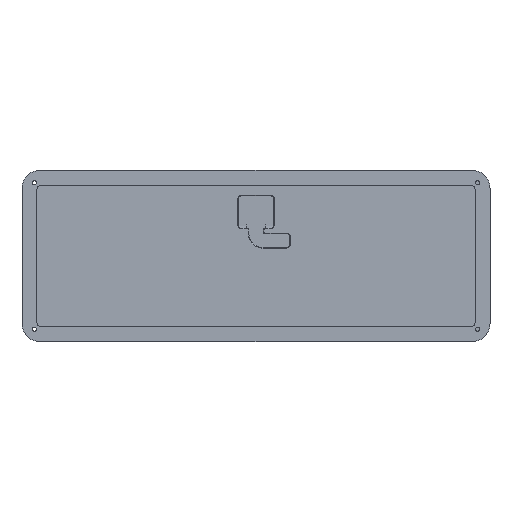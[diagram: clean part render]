
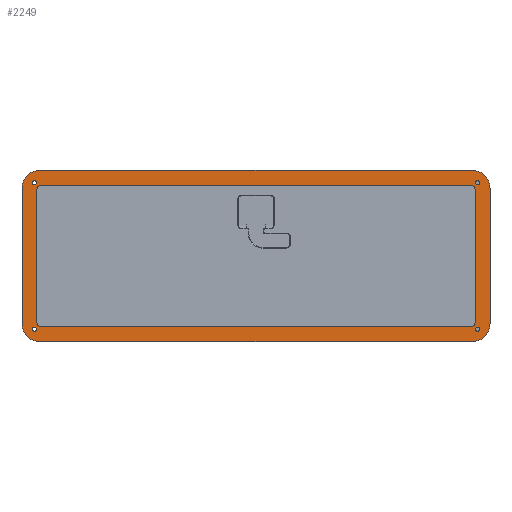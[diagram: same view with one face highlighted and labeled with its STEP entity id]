
A CAD part, top view. The second image highlights one B-rep face of the part: STEP entity #2249.
In plain terms, the highlighted planar face has unit normal (0, 0, 1).
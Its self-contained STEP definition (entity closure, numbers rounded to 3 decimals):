
#123=FACE_BOUND('',#278,.T.);
#124=FACE_BOUND('',#279,.T.);
#125=FACE_BOUND('',#280,.T.);
#126=FACE_BOUND('',#281,.T.);
#127=FACE_BOUND('',#282,.T.);
#141=FACE_OUTER_BOUND('',#277,.T.);
#277=EDGE_LOOP('',(#1499,#1500,#1501,#1502,#1503,#1504,#1505,#1506));
#278=EDGE_LOOP('',(#1507));
#279=EDGE_LOOP('',(#1508));
#280=EDGE_LOOP('',(#1509));
#281=EDGE_LOOP('',(#1510));
#282=EDGE_LOOP('',(#1511,#1512,#1513,#1514,#1515,#1516,#1517,#1518));
#431=LINE('',#3289,#632);
#432=LINE('',#3293,#633);
#433=LINE('',#3297,#634);
#434=LINE('',#3300,#635);
#435=LINE('',#3313,#636);
#436=LINE('',#3317,#637);
#437=LINE('',#3321,#638);
#438=LINE('',#3324,#639);
#632=VECTOR('',#2624,10.);
#633=VECTOR('',#2627,10.);
#634=VECTOR('',#2630,10.);
#635=VECTOR('',#2633,10.);
#636=VECTOR('',#2644,10.);
#637=VECTOR('',#2647,10.);
#638=VECTOR('',#2650,10.);
#639=VECTOR('',#2653,10.);
#833=CIRCLE('',#2388,10.);
#834=CIRCLE('',#2389,10.);
#835=CIRCLE('',#2390,10.);
#836=CIRCLE('',#2391,10.);
#837=CIRCLE('',#2392,1.1);
#838=CIRCLE('',#2393,1.1);
#839=CIRCLE('',#2394,1.1);
#840=CIRCLE('',#2395,1.1);
#841=CIRCLE('',#2396,3.);
#842=CIRCLE('',#2397,3.);
#843=CIRCLE('',#2398,3.);
#844=CIRCLE('',#2399,3.);
#939=VERTEX_POINT('',#3285);
#940=VERTEX_POINT('',#3286);
#941=VERTEX_POINT('',#3288);
#942=VERTEX_POINT('',#3290);
#943=VERTEX_POINT('',#3292);
#944=VERTEX_POINT('',#3294);
#945=VERTEX_POINT('',#3296);
#946=VERTEX_POINT('',#3298);
#947=VERTEX_POINT('',#3301);
#948=VERTEX_POINT('',#3303);
#949=VERTEX_POINT('',#3305);
#950=VERTEX_POINT('',#3307);
#951=VERTEX_POINT('',#3309);
#952=VERTEX_POINT('',#3310);
#953=VERTEX_POINT('',#3312);
#954=VERTEX_POINT('',#3314);
#955=VERTEX_POINT('',#3316);
#956=VERTEX_POINT('',#3318);
#957=VERTEX_POINT('',#3320);
#958=VERTEX_POINT('',#3322);
#1156=EDGE_CURVE('',#939,#940,#833,.T.);
#1157=EDGE_CURVE('',#940,#941,#431,.T.);
#1158=EDGE_CURVE('',#941,#942,#834,.T.);
#1159=EDGE_CURVE('',#942,#943,#432,.T.);
#1160=EDGE_CURVE('',#943,#944,#835,.T.);
#1161=EDGE_CURVE('',#944,#945,#433,.T.);
#1162=EDGE_CURVE('',#945,#946,#836,.T.);
#1163=EDGE_CURVE('',#946,#939,#434,.T.);
#1164=EDGE_CURVE('',#947,#947,#837,.T.);
#1165=EDGE_CURVE('',#948,#948,#838,.T.);
#1166=EDGE_CURVE('',#949,#949,#839,.T.);
#1167=EDGE_CURVE('',#950,#950,#840,.T.);
#1168=EDGE_CURVE('',#951,#952,#841,.T.);
#1169=EDGE_CURVE('',#952,#953,#435,.T.);
#1170=EDGE_CURVE('',#953,#954,#842,.T.);
#1171=EDGE_CURVE('',#954,#955,#436,.T.);
#1172=EDGE_CURVE('',#955,#956,#843,.T.);
#1173=EDGE_CURVE('',#956,#957,#437,.T.);
#1174=EDGE_CURVE('',#957,#958,#844,.T.);
#1175=EDGE_CURVE('',#958,#951,#438,.T.);
#1499=ORIENTED_EDGE('',*,*,#1156,.T.);
#1500=ORIENTED_EDGE('',*,*,#1157,.T.);
#1501=ORIENTED_EDGE('',*,*,#1158,.T.);
#1502=ORIENTED_EDGE('',*,*,#1159,.T.);
#1503=ORIENTED_EDGE('',*,*,#1160,.T.);
#1504=ORIENTED_EDGE('',*,*,#1161,.T.);
#1505=ORIENTED_EDGE('',*,*,#1162,.T.);
#1506=ORIENTED_EDGE('',*,*,#1163,.T.);
#1507=ORIENTED_EDGE('',*,*,#1164,.T.);
#1508=ORIENTED_EDGE('',*,*,#1165,.T.);
#1509=ORIENTED_EDGE('',*,*,#1166,.T.);
#1510=ORIENTED_EDGE('',*,*,#1167,.T.);
#1511=ORIENTED_EDGE('',*,*,#1168,.T.);
#1512=ORIENTED_EDGE('',*,*,#1169,.T.);
#1513=ORIENTED_EDGE('',*,*,#1170,.T.);
#1514=ORIENTED_EDGE('',*,*,#1171,.T.);
#1515=ORIENTED_EDGE('',*,*,#1172,.T.);
#1516=ORIENTED_EDGE('',*,*,#1173,.T.);
#1517=ORIENTED_EDGE('',*,*,#1174,.T.);
#1518=ORIENTED_EDGE('',*,*,#1175,.T.);
#2185=PLANE('',#2387);
#2249=ADVANCED_FACE('',(#141,#123,#124,#125,#126,#127),#2185,.T.);
#2387=AXIS2_PLACEMENT_3D('',#3284,#2620,#2621);
#2388=AXIS2_PLACEMENT_3D('',#3287,#2622,#2623);
#2389=AXIS2_PLACEMENT_3D('',#3291,#2625,#2626);
#2390=AXIS2_PLACEMENT_3D('',#3295,#2628,#2629);
#2391=AXIS2_PLACEMENT_3D('',#3299,#2631,#2632);
#2392=AXIS2_PLACEMENT_3D('',#3302,#2634,#2635);
#2393=AXIS2_PLACEMENT_3D('',#3304,#2636,#2637);
#2394=AXIS2_PLACEMENT_3D('',#3306,#2638,#2639);
#2395=AXIS2_PLACEMENT_3D('',#3308,#2640,#2641);
#2396=AXIS2_PLACEMENT_3D('',#3311,#2642,#2643);
#2397=AXIS2_PLACEMENT_3D('',#3315,#2645,#2646);
#2398=AXIS2_PLACEMENT_3D('',#3319,#2648,#2649);
#2399=AXIS2_PLACEMENT_3D('',#3323,#2651,#2652);
#2620=DIRECTION('center_axis',(0.,0.,1.));
#2621=DIRECTION('ref_axis',(1.,0.,0.));
#2622=DIRECTION('center_axis',(0.,0.,1.));
#2623=DIRECTION('ref_axis',(-1.,0.,0.));
#2624=DIRECTION('',(0.,-1.,0.));
#2625=DIRECTION('center_axis',(0.,0.,1.));
#2626=DIRECTION('ref_axis',(0.,-1.,0.));
#2627=DIRECTION('',(1.,0.,0.));
#2628=DIRECTION('center_axis',(0.,0.,1.));
#2629=DIRECTION('ref_axis',(1.,0.,0.));
#2630=DIRECTION('',(0.,1.,0.));
#2631=DIRECTION('center_axis',(0.,0.,1.));
#2632=DIRECTION('ref_axis',(0.,1.,0.));
#2633=DIRECTION('',(-1.,0.,0.));
#2634=DIRECTION('center_axis',(0.,0.,-1.));
#2635=DIRECTION('ref_axis',(1.,0.,0.));
#2636=DIRECTION('center_axis',(0.,0.,-1.));
#2637=DIRECTION('ref_axis',(1.,0.,0.));
#2638=DIRECTION('center_axis',(0.,0.,-1.));
#2639=DIRECTION('ref_axis',(1.,0.,0.));
#2640=DIRECTION('center_axis',(0.,0.,-1.));
#2641=DIRECTION('ref_axis',(1.,0.,0.));
#2642=DIRECTION('center_axis',(0.,0.,-1.));
#2643=DIRECTION('ref_axis',(-0.707,-0.707,0.));
#2644=DIRECTION('',(0.,1.,0.));
#2645=DIRECTION('center_axis',(0.,0.,-1.));
#2646=DIRECTION('ref_axis',(-0.707,0.707,0.));
#2647=DIRECTION('',(1.,0.,0.));
#2648=DIRECTION('center_axis',(0.,0.,-1.));
#2649=DIRECTION('ref_axis',(0.707,0.707,0.));
#2650=DIRECTION('',(0.,-1.,0.));
#2651=DIRECTION('center_axis',(0.,0.,-1.));
#2652=DIRECTION('ref_axis',(0.707,-0.707,0.));
#2653=DIRECTION('',(-1.,0.,0.));
#3284=CARTESIAN_POINT('Origin',(0.,0.,4.));
#3285=CARTESIAN_POINT('',(-121.444,48.1,4.));
#3286=CARTESIAN_POINT('',(-131.444,38.1,4.));
#3287=CARTESIAN_POINT('Origin',(-121.444,38.1,4.));
#3288=CARTESIAN_POINT('',(-131.444,-38.1,4.));
#3289=CARTESIAN_POINT('',(-131.444,-38.1,4.));
#3290=CARTESIAN_POINT('',(-121.444,-48.1,4.));
#3291=CARTESIAN_POINT('Origin',(-121.444,-38.1,4.));
#3292=CARTESIAN_POINT('',(121.444,-48.1,4.));
#3293=CARTESIAN_POINT('',(121.444,-48.1,4.));
#3294=CARTESIAN_POINT('',(131.444,-38.1,4.));
#3295=CARTESIAN_POINT('Origin',(121.444,-38.1,4.));
#3296=CARTESIAN_POINT('',(131.444,38.1,4.));
#3297=CARTESIAN_POINT('',(131.444,38.1,4.));
#3298=CARTESIAN_POINT('',(121.444,48.1,4.));
#3299=CARTESIAN_POINT('Origin',(121.444,38.1,4.));
#3300=CARTESIAN_POINT('',(-121.444,48.1,4.));
#3301=CARTESIAN_POINT('',(123.349,-41.105,4.));
#3302=CARTESIAN_POINT('Origin',(124.449,-41.105,4.));
#3303=CARTESIAN_POINT('',(-125.549,41.105,4.));
#3304=CARTESIAN_POINT('Origin',(-124.449,41.105,4.));
#3305=CARTESIAN_POINT('',(123.349,41.105,4.));
#3306=CARTESIAN_POINT('Origin',(124.449,41.105,4.));
#3307=CARTESIAN_POINT('',(-125.549,-41.105,4.));
#3308=CARTESIAN_POINT('Origin',(-124.449,-41.105,4.));
#3309=CARTESIAN_POINT('',(-120.194,-39.85,4.));
#3310=CARTESIAN_POINT('',(-123.194,-36.85,4.));
#3311=CARTESIAN_POINT('Origin',(-120.194,-36.85,4.));
#3312=CARTESIAN_POINT('',(-123.194,36.85,4.));
#3313=CARTESIAN_POINT('',(-123.194,0.,4.));
#3314=CARTESIAN_POINT('',(-120.194,39.85,4.));
#3315=CARTESIAN_POINT('Origin',(-120.194,36.85,4.));
#3316=CARTESIAN_POINT('',(120.194,39.851,4.));
#3317=CARTESIAN_POINT('',(0.,39.85,4.));
#3318=CARTESIAN_POINT('',(123.194,36.851,4.));
#3319=CARTESIAN_POINT('Origin',(120.194,36.851,4.));
#3320=CARTESIAN_POINT('',(123.194,-36.849,4.));
#3321=CARTESIAN_POINT('',(123.194,0.,4.));
#3322=CARTESIAN_POINT('',(120.194,-39.849,4.));
#3323=CARTESIAN_POINT('Origin',(120.194,-36.849,4.));
#3324=CARTESIAN_POINT('',(61.222,-39.85,4.));
